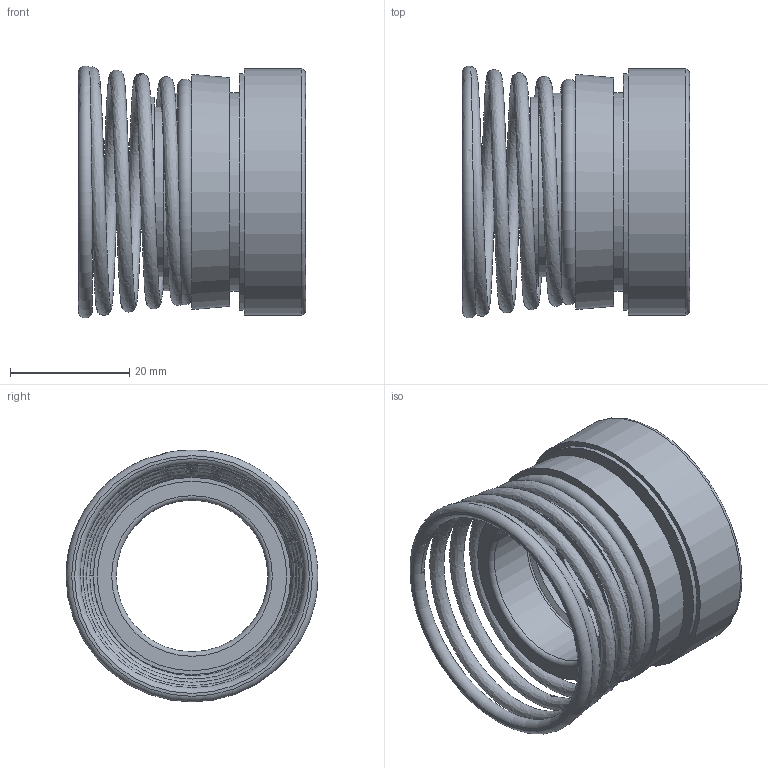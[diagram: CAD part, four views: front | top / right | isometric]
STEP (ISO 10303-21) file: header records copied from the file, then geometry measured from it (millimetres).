
FILE_DESCRIPTION(/* description */ ('MECH. SEAL ASSY.'),/* implementation_level */ '2;1');
FILE_NAME(/* name */ '17035.stp',/* time_stamp */ '2016-12-05T12:01:40-05:00',/* author */ ('MJC'),/* organization */ (''),/* preprocessor_version */ 'ST-DEVELOPER v16.5',/* originating_system */ 'Autodesk Inventor 2017',/* authorisation */ '');
FILE_SCHEMA (('AUTOMOTIVE_DESIGN { 1 0 10303 214 3 1 1 }'));
Length unit declared in the file: inch
Products named in the file (1): 17035
Bounding box: 38.07 x 42.22 x 42.22 mm (x, y, z)
Volume: 37944.3 mm3; surface area: 25906.4 mm2
Topology: 2 solids, 3 shells, 35 faces, 63 edges, 40 vertices
Faces by surface type: plane 14, cylinder 12, torus 6, cone 2, bspline 1
Full cylindrical faces by diameter (mm): 25.4 x3, 26.987 x1, 28.448 x1, 28.575 x1, 31.75 x1, 33.071 x2, 33.337 x1, 39.688 x1, 41.275 x1
Entity records: 1494 total; most frequent: CARTESIAN_POINT 838, DIRECTION 140, ORIENTED_EDGE 82, EDGE_LOOP 71, AXIS2_PLACEMENT_3D 70, EDGE_CURVE 39, VERTEX_POINT 38, FACE_BOUND 36
